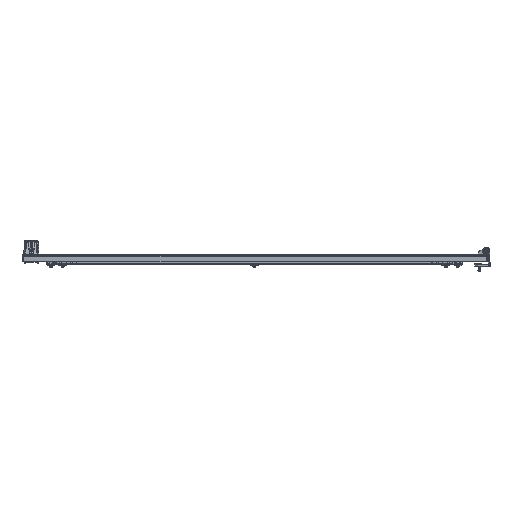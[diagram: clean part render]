
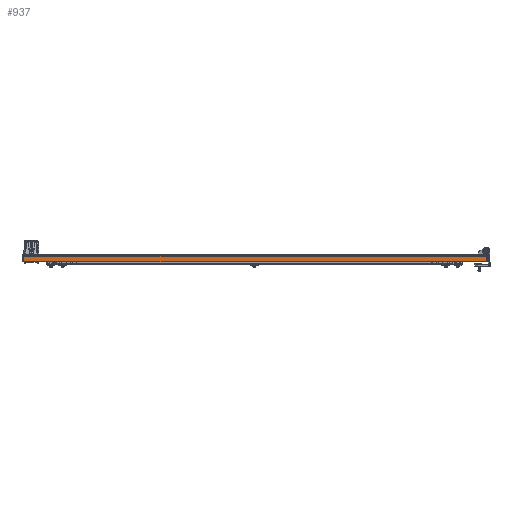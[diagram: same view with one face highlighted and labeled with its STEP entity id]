
A CAD part, front view. The second image highlights one B-rep face of the part: STEP entity #937.
In plain terms, the highlighted planar face has unit normal (0, -1, 0).
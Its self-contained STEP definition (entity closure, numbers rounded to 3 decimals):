
#611 = CARTESIAN_POINT ( 'NONE',  ( 493., -1095., 0. ) ) ;
#937 = ADVANCED_FACE ( 'NONE', ( #45151 ), #81052, .F. ) ;
#7229 = LINE ( 'NONE', #611, #11832 ) ;
#10657 = CARTESIAN_POINT ( 'NONE',  ( -493., -1095., -4. ) ) ;
#11832 = VECTOR ( 'NONE', #64860, 1000. ) ;
#13320 = EDGE_LOOP ( 'NONE', ( #72762, #70490, #21848, #57952 ) ) ;
#16760 = CARTESIAN_POINT ( 'NONE',  ( 0., -1095., 0. ) ) ;
#21848 = ORIENTED_EDGE ( 'NONE', *, *, #56481, .F. ) ;
#25297 = DIRECTION ( 'NONE',  ( 0., 0., 1. ) ) ;
#29572 = VECTOR ( 'NONE', #47721, 1000. ) ;
#36792 = EDGE_CURVE ( 'NONE', #88440, #57208, #73100, .T. ) ;
#38476 = EDGE_CURVE ( 'NONE', #56104, #68694, #89784, .T. ) ;
#40940 = EDGE_CURVE ( 'NONE', #56104, #57208, #7229, .T. ) ;
#45151 = FACE_OUTER_BOUND ( 'NONE', #13320, .T. ) ;
#45808 = CARTESIAN_POINT ( 'NONE',  ( 493., -1095., -15.8 ) ) ;
#47721 = DIRECTION ( 'NONE',  ( -1., 0., 0. ) ) ;
#48041 = CARTESIAN_POINT ( 'NONE',  ( 493., -1095., -4. ) ) ;
#52764 = CARTESIAN_POINT ( 'NONE',  ( -493., -1095., 0. ) ) ;
#56104 = VERTEX_POINT ( 'NONE', #45808 ) ;
#56481 = EDGE_CURVE ( 'NONE', #68694, #88440, #64155, .T. ) ;
#57208 = VERTEX_POINT ( 'NONE', #48041 ) ;
#57952 = ORIENTED_EDGE ( 'NONE', *, *, #38476, .F. ) ;
#59798 = DIRECTION ( 'NONE',  ( 0., 1., 0. ) ) ;
#64155 = LINE ( 'NONE', #52764, #66475 ) ;
#64860 = DIRECTION ( 'NONE',  ( 0., 0., 1. ) ) ;
#66421 = DIRECTION ( 'NONE',  ( 0., 0., 1. ) ) ;
#66475 = VECTOR ( 'NONE', #25297, 1000. ) ;
#68694 = VERTEX_POINT ( 'NONE', #92165 ) ;
#70490 = ORIENTED_EDGE ( 'NONE', *, *, #36792, .F. ) ;
#72762 = ORIENTED_EDGE ( 'NONE', *, *, #40940, .T. ) ;
#73100 = LINE ( 'NONE', #82034, #73171 ) ;
#73171 = VECTOR ( 'NONE', #89584, 1000. ) ;
#77220 = AXIS2_PLACEMENT_3D ( 'NONE', #16760, #59798, #66421 ) ;
#81052 = PLANE ( 'NONE',  #77220 ) ;
#82034 = CARTESIAN_POINT ( 'NONE',  ( 0., -1095., -4. ) ) ;
#88440 = VERTEX_POINT ( 'NONE', #10657 ) ;
#89584 = DIRECTION ( 'NONE',  ( 1., 0., 0. ) ) ;
#89784 = LINE ( 'NONE', #90245, #29572 ) ;
#90245 = CARTESIAN_POINT ( 'NONE',  ( 495., -1095., -15.8 ) ) ;
#92165 = CARTESIAN_POINT ( 'NONE',  ( -493., -1095., -15.8 ) ) ;
